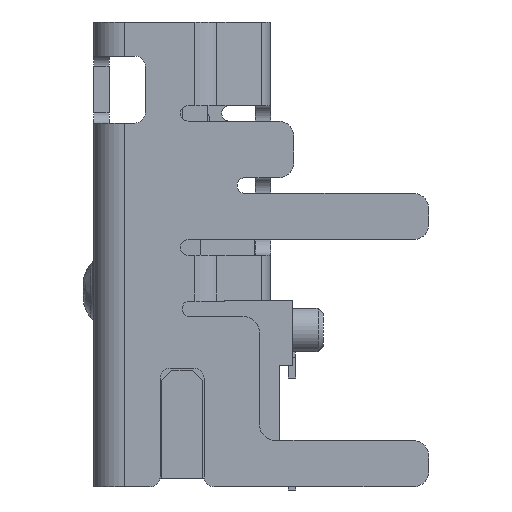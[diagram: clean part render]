
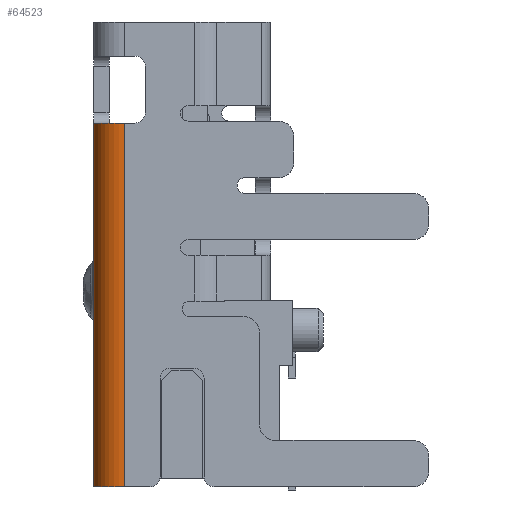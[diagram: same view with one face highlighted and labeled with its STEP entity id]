
A CAD part, left-side view. The second image highlights one B-rep face of the part: STEP entity #64523.
In plain terms, the highlighted cylindrical face has radius 0.6 mm (diameter 1.2 mm), a partial arc.
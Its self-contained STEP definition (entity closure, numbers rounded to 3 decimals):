
#245=CARTESIAN_POINT('',(-10.875,1.115,2.19));
#246=DIRECTION('',(0.,0.,1.));
#247=DIRECTION('',(0.,1.,0.));
#248=AXIS2_PLACEMENT_3D('',#245,#246,#247);
#271=CARTESIAN_POINT('',(-10.875,1.115,-4.86));
#272=DIRECTION('',(0.,0.,-1.));
#273=DIRECTION('',(-1.,0.,0.));
#274=AXIS2_PLACEMENT_3D('',#271,#272,#273);
#15969=DIRECTION('',(0.,0.,-1.));
#15970=VECTOR('',#15969,7.05);
#15971=CARTESIAN_POINT('',(-11.475,1.115,2.19));
#15972=LINE('38313',#15971,#15970);
#15973=DIRECTION('',(0.,0.,1.));
#15974=VECTOR('',#15973,7.05);
#15975=CARTESIAN_POINT('',(-10.875,1.715,-4.86));
#15976=LINE('38697',#15975,#15974);
#31288=CARTESIAN_POINT('',(-11.475,1.115,2.19));
#31289=VERTEX_POINT('',#31288);
#31290=CARTESIAN_POINT('',(-10.875,1.715,2.19));
#31291=VERTEX_POINT('',#31290);
#31608=CARTESIAN_POINT('',(-11.475,1.115,-4.86));
#31609=VERTEX_POINT('',#31608);
#31624=CARTESIAN_POINT('',(-10.875,1.715,-4.86));
#31625=VERTEX_POINT('',#31624);
#64512=CARTESIAN_POINT('',(-10.875,1.115,-5.001));
#64513=DIRECTION('',(0.,0.,1.));
#64514=DIRECTION('',(1.,0.,0.));
#64515=AXIS2_PLACEMENT_3D('',#64512,#64513,#64514);
#64516=CYLINDRICAL_SURFACE('34816',#64515,0.6);
#64517=ORIENTED_EDGE('38102',*,*,#40631,.T.);
#64518=ORIENTED_EDGE('38313',*,*,#43802,.T.);
#64519=ORIENTED_EDGE('38326',*,*,#40668,.T.);
#64520=ORIENTED_EDGE('38697',*,*,#41477,.T.);
#64521=EDGE_LOOP('34816',(#64517,#64518,#64519,#64520));
#64522=FACE_OUTER_BOUND('34816',#64521,.F.);
#64523=ADVANCED_FACE('34816',(#64522),#64516,.T.);
#249=CIRCLE('38102',#248,0.6);
#275=CIRCLE('38326',#274,0.6);
#40631=EDGE_CURVE('38102',#31291,#31289,#249,.T.);
#40668=EDGE_CURVE('38326',#31609,#31625,#275,.T.);
#41477=EDGE_CURVE('38697',#31625,#31291,#15976,.T.);
#43802=EDGE_CURVE('38313',#31289,#31609,#15972,.T.);
